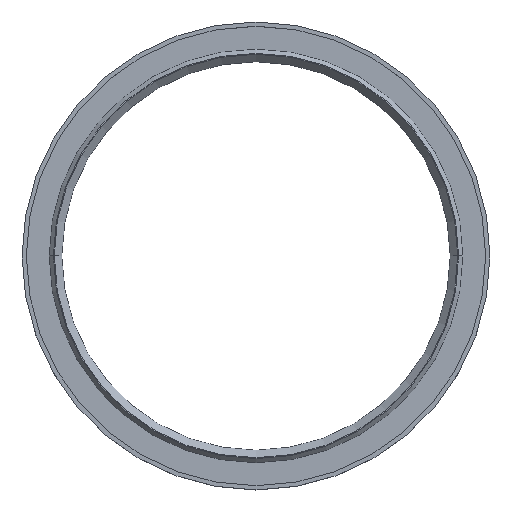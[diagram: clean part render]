
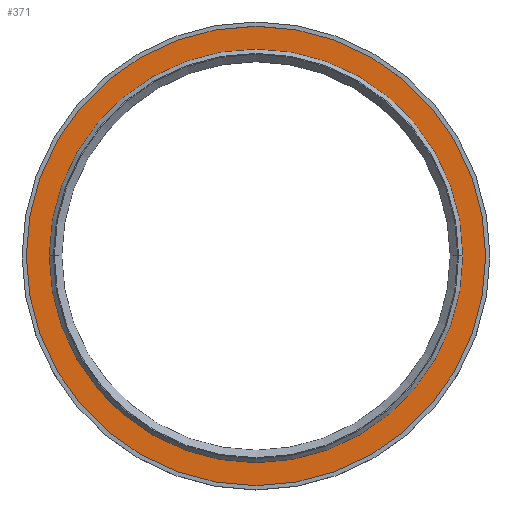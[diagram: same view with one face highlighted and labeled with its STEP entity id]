
A CAD part, top view. The second image highlights one B-rep face of the part: STEP entity #371.
In plain terms, the highlighted planar face has unit normal (0, 0, 1).
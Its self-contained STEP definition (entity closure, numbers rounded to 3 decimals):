
#1 = DIRECTION ( 'NONE',  ( 0., 0., 1. ) ) ;
#17 = AXIS2_PLACEMENT_3D ( 'NONE', #308, #1, #363 ) ;
#29 = AXIS2_PLACEMENT_3D ( 'NONE', #48, #418, #102 ) ;
#48 = CARTESIAN_POINT ( 'NONE',  ( 0., 0., -2. ) ) ;
#67 = AXIS2_PLACEMENT_3D ( 'NONE', #619, #304, #677 ) ;
#76 = DIRECTION ( 'NONE',  ( 0., 0., 1. ) ) ;
#102 = DIRECTION ( 'NONE',  ( 1., 0., 0. ) ) ;
#116 = FACE_BOUND ( 'NONE', #412, .T. ) ;
#120 = EDGE_CURVE ( 'NONE', #481, #582, #566, .T. ) ;
#140 = CARTESIAN_POINT ( 'NONE',  ( -37.55, 0., -2. ) ) ;
#142 = ORIENTED_EDGE ( 'NONE', *, *, #365, .T. ) ;
#232 = AXIS2_PLACEMENT_3D ( 'NONE', #389, #76, #443 ) ;
#234 = ORIENTED_EDGE ( 'NONE', *, *, #120, .F. ) ;
#235 = CARTESIAN_POINT ( 'NONE',  ( 33.8, 0., -2. ) ) ;
#249 = CIRCLE ( 'NONE', #29, 37.55 ) ;
#255 = DIRECTION ( 'NONE',  ( 0., 0., 1. ) ) ;
#258 = DIRECTION ( 'NONE',  ( 1., 0., 0. ) ) ;
#274 = AXIS2_PLACEMENT_3D ( 'NONE', #519, #255, #258 ) ;
#285 = CARTESIAN_POINT ( 'NONE',  ( 37.55, 0., -2. ) ) ;
#304 = DIRECTION ( 'NONE',  ( 0., 0., 1. ) ) ;
#308 = CARTESIAN_POINT ( 'NONE',  ( 0., 0., -2. ) ) ;
#314 = EDGE_CURVE ( 'NONE', #589, #643, #541, .T. ) ;
#335 = CARTESIAN_POINT ( 'NONE',  ( -33.8, 0., -2. ) ) ;
#363 = DIRECTION ( 'NONE',  ( 1., 0., 0. ) ) ;
#365 = EDGE_CURVE ( 'NONE', #643, #589, #249, .T. ) ;
#371 = ADVANCED_FACE ( 'NONE', ( #375, #116 ), #468, .T. ) ;
#375 = FACE_OUTER_BOUND ( 'NONE', #594, .T. ) ;
#383 = EDGE_CURVE ( 'NONE', #582, #481, #647, .T. ) ;
#389 = CARTESIAN_POINT ( 'NONE',  ( 0., 0., -2. ) ) ;
#412 = EDGE_LOOP ( 'NONE', ( #530, #234 ) ) ;
#418 = DIRECTION ( 'NONE',  ( 0., 0., 1. ) ) ;
#443 = DIRECTION ( 'NONE',  ( 1., 0., 0. ) ) ;
#468 = PLANE ( 'NONE',  #274 ) ;
#475 = ORIENTED_EDGE ( 'NONE', *, *, #314, .T. ) ;
#481 = VERTEX_POINT ( 'NONE', #235 ) ;
#519 = CARTESIAN_POINT ( 'NONE',  ( 0., 0., -2. ) ) ;
#530 = ORIENTED_EDGE ( 'NONE', *, *, #383, .F. ) ;
#541 = CIRCLE ( 'NONE', #67, 37.55 ) ;
#566 = CIRCLE ( 'NONE', #17, 33.8 ) ;
#582 = VERTEX_POINT ( 'NONE', #335 ) ;
#589 = VERTEX_POINT ( 'NONE', #285 ) ;
#594 = EDGE_LOOP ( 'NONE', ( #475, #142 ) ) ;
#619 = CARTESIAN_POINT ( 'NONE',  ( 0., 0., -2. ) ) ;
#643 = VERTEX_POINT ( 'NONE', #140 ) ;
#647 = CIRCLE ( 'NONE', #232, 33.8 ) ;
#677 = DIRECTION ( 'NONE',  ( 1., 0., 0. ) ) ;
